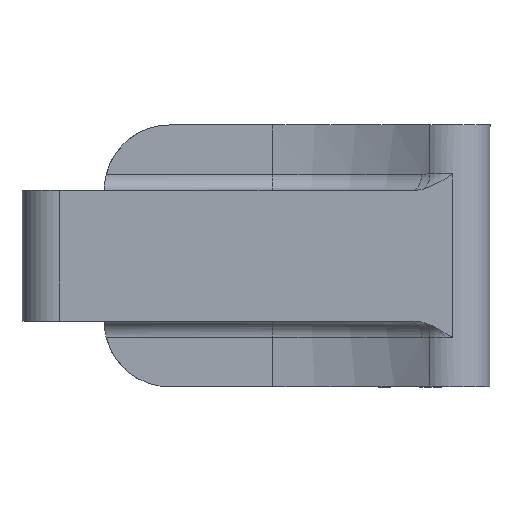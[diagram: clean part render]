
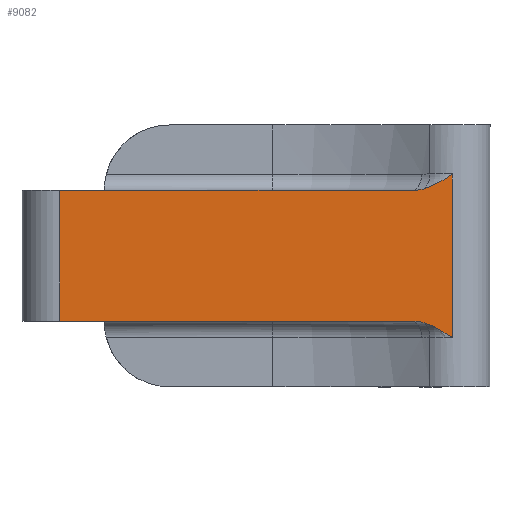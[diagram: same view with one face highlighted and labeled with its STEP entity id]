
A CAD part, top view. The second image highlights one B-rep face of the part: STEP entity #9082.
In plain terms, the highlighted planar face has unit normal (0, 0, 1).
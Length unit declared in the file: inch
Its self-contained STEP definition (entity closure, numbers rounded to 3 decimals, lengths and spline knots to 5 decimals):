
#360=B_SPLINE_CURVE_WITH_KNOTS('',3,(#23415,#23416,#23417,#23418,#23419,
#23420),.UNSPECIFIED.,.F.,.F.,(4,2,4),(4.06195,4.29784,
4.49974),.UNSPECIFIED.);
#361=B_SPLINE_CURVE_WITH_KNOTS('',3,(#23424,#23425,#23426,#23427,#23428,
#23429,#23430,#23431),.UNSPECIFIED.,.F.,.F.,(4,2,2,4),(4.09521,
4.29334,4.77939,5.26544),.UNSPECIFIED.);
#363=B_SPLINE_CURVE_WITH_KNOTS('',3,(#23468,#23469,#23470,#23471,#23472,
#23473),.UNSPECIFIED.,.F.,.F.,(4,2,4),(0.83466,1.03656,
1.27245),.UNSPECIFIED.);
#364=B_SPLINE_CURVE_WITH_KNOTS('',3,(#23477,#23478,#23479,#23480,#23481,
#23482,#23483,#23484),.UNSPECIFIED.,.F.,.F.,(4,2,2,4),(0.,0.48605,
0.97209,1.17022),.UNSPECIFIED.);
#605=PLANE('',#10018);
#1240=LINE('',#23383,#1952);
#1246=LINE('',#23439,#1958);
#1264=LINE('',#23528,#1976);
#1266=LINE('',#23534,#1978);
#1952=VECTOR('',#12213,0.3937);
#1958=VECTOR('',#12247,0.3937);
#1976=VECTOR('',#12317,0.3937);
#1978=VECTOR('',#12325,0.3937);
#2697=FACE_OUTER_BOUND('',#3240,.T.);
#3240=EDGE_LOOP('',(#8174,#8175,#8176,#8177,#8178,#8179,#8180,#8181));
#4504=VERTEX_POINT('',#23380);
#4505=VERTEX_POINT('',#23382);
#4512=VERTEX_POINT('',#23408);
#4514=VERTEX_POINT('',#23414);
#4517=VERTEX_POINT('',#23437);
#4522=VERTEX_POINT('',#23448);
#4525=VERTEX_POINT('',#23467);
#4538=VERTEX_POINT('',#23526);
#5734=EDGE_CURVE('',#4505,#4504,#1240,.T.);
#5745=EDGE_CURVE('',#4514,#4512,#360,.F.);
#5748=EDGE_CURVE('',#4504,#4514,#361,.F.);
#5752=EDGE_CURVE('',#4517,#4512,#1246,.T.);
#5761=EDGE_CURVE('',#4525,#4522,#363,.T.);
#5764=EDGE_CURVE('',#4505,#4525,#364,.T.);
#5787=EDGE_CURVE('',#4538,#4517,#1264,.T.);
#5790=EDGE_CURVE('',#4538,#4522,#1266,.T.);
#8174=ORIENTED_EDGE('',*,*,#5790,.T.);
#8175=ORIENTED_EDGE('',*,*,#5761,.F.);
#8176=ORIENTED_EDGE('',*,*,#5764,.F.);
#8177=ORIENTED_EDGE('',*,*,#5734,.T.);
#8178=ORIENTED_EDGE('',*,*,#5748,.T.);
#8179=ORIENTED_EDGE('',*,*,#5745,.T.);
#8180=ORIENTED_EDGE('',*,*,#5752,.F.);
#8181=ORIENTED_EDGE('',*,*,#5787,.F.);
#9082=ADVANCED_FACE('',(#2697),#605,.T.);
#10018=AXIS2_PLACEMENT_3D('',#23533,#12323,#12324);
#12213=DIRECTION('',(0.,1.,0.));
#12247=DIRECTION('',(1.,0.,0.));
#12317=DIRECTION('',(0.,1.,0.));
#12323=DIRECTION('center_axis',(0.,0.,1.));
#12324=DIRECTION('ref_axis',(1.,0.,0.));
#12325=DIRECTION('',(1.,0.,0.));
#23380=CARTESIAN_POINT('',(3.2135,3.01832,2.4775));
#23382=CARTESIAN_POINT('',(3.2135,0.51832,2.4775));
#23383=CARTESIAN_POINT('',(3.2135,1.76832,2.4775));
#23408=CARTESIAN_POINT('',(2.60047,2.76832,2.4775));
#23414=CARTESIAN_POINT('',(2.78225,2.79202,2.4775));
#23415=CARTESIAN_POINT('Ctrl Pts',(2.60047,2.76832,2.4775));
#23416=CARTESIAN_POINT('Ctrl Pts',(2.63142,2.76832,2.4775));
#23417=CARTESIAN_POINT('Ctrl Pts',(2.66538,2.77028,2.4775));
#23418=CARTESIAN_POINT('Ctrl Pts',(2.72767,2.7788,2.4775));
#23419=CARTESIAN_POINT('Ctrl Pts',(2.75611,2.78466,2.4775));
#23420=CARTESIAN_POINT('Ctrl Pts',(2.78225,2.79202,2.4775));
#23424=CARTESIAN_POINT('Ctrl Pts',(2.78225,2.79202,2.4775));
#23425=CARTESIAN_POINT('Ctrl Pts',(2.80936,2.79966,2.4775));
#23426=CARTESIAN_POINT('Ctrl Pts',(2.83556,2.80875,2.4775));
#23427=CARTESIAN_POINT('Ctrl Pts',(2.91914,2.84156,2.4775));
#23428=CARTESIAN_POINT('Ctrl Pts',(2.98126,2.87349,2.4775));
#23429=CARTESIAN_POINT('Ctrl Pts',(3.10172,2.94448,2.4775));
#23430=CARTESIAN_POINT('Ctrl Pts',(3.16025,2.98321,2.4775));
#23431=CARTESIAN_POINT('Ctrl Pts',(3.2135,3.01832,2.4775));
#23437=CARTESIAN_POINT('',(-2.7865,2.76832,2.4775));
#23439=CARTESIAN_POINT('',(-2.7865,2.76832,2.4775));
#23448=CARTESIAN_POINT('',(2.60047,0.76832,2.4775));
#23467=CARTESIAN_POINT('',(2.78225,0.74462,2.4775));
#23468=CARTESIAN_POINT('Ctrl Pts',(2.78225,0.74462,2.4775));
#23469=CARTESIAN_POINT('Ctrl Pts',(2.75611,0.75198,2.4775));
#23470=CARTESIAN_POINT('Ctrl Pts',(2.72767,0.75784,2.4775));
#23471=CARTESIAN_POINT('Ctrl Pts',(2.66538,0.76637,2.4775));
#23472=CARTESIAN_POINT('Ctrl Pts',(2.63142,0.76832,2.4775));
#23473=CARTESIAN_POINT('Ctrl Pts',(2.60047,0.76832,2.4775));
#23477=CARTESIAN_POINT('Ctrl Pts',(3.2135,0.51832,2.4775));
#23478=CARTESIAN_POINT('Ctrl Pts',(3.16025,0.55344,2.4775));
#23479=CARTESIAN_POINT('Ctrl Pts',(3.10172,0.59217,2.4775));
#23480=CARTESIAN_POINT('Ctrl Pts',(2.98126,0.66315,2.4775));
#23481=CARTESIAN_POINT('Ctrl Pts',(2.91914,0.69508,2.4775));
#23482=CARTESIAN_POINT('Ctrl Pts',(2.83556,0.7279,2.4775));
#23483=CARTESIAN_POINT('Ctrl Pts',(2.80936,0.73698,2.4775));
#23484=CARTESIAN_POINT('Ctrl Pts',(2.78225,0.74462,2.4775));
#23526=CARTESIAN_POINT('',(-2.7865,0.76832,2.4775));
#23528=CARTESIAN_POINT('',(-2.7865,0.76832,2.4775));
#23533=CARTESIAN_POINT('Origin',(-2.7865,0.76832,2.4775));
#23534=CARTESIAN_POINT('',(-2.7865,0.76832,2.4775));
